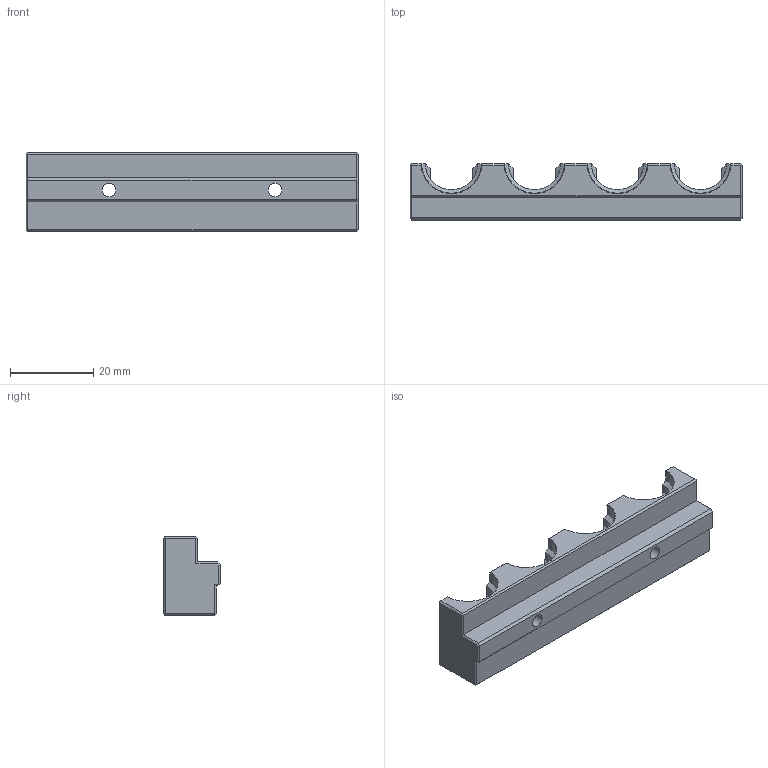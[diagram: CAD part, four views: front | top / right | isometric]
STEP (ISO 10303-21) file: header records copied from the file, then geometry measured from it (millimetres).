
FILE_DESCRIPTION(('Open CASCADE Model'),'2;1');
FILE_NAME('Open CASCADE Shape Model','2024-08-27T16:19:33',('Author'),( 'Open CASCADE'),'Open CASCADE STEP processor 7.7','Open CASCADE 7.7' ,'Unknown');
FILE_SCHEMA(('AUTOMOTIVE_DESIGN { 1 0 10303 214 1 1 1 1 }'));
Length unit declared in the file: millimetre
Products named in the file (1): Open CASCADE STEP translator 7.7 30
Bounding box: 80 x 13.7 x 19 mm (x, y, z)
Volume: 12044.7 mm3; surface area: 5848.8 mm2
Topology: 1 solids, 1 shells, 120 faces, 340 edges, 222 vertices
Faces by surface type: plane 80, cone 26, cylinder 14
Full cylindrical faces by diameter (mm): 3.2 x2
Entity records: 8644 total; most frequent: CARTESIAN_POINT 1939, DIRECTION 1244, LINE 722, VECTOR 722, ORIENTED_EDGE 680, PCURVE 680, DEFINITIONAL_REPRESENTATION 680, EDGE_CURVE 340
